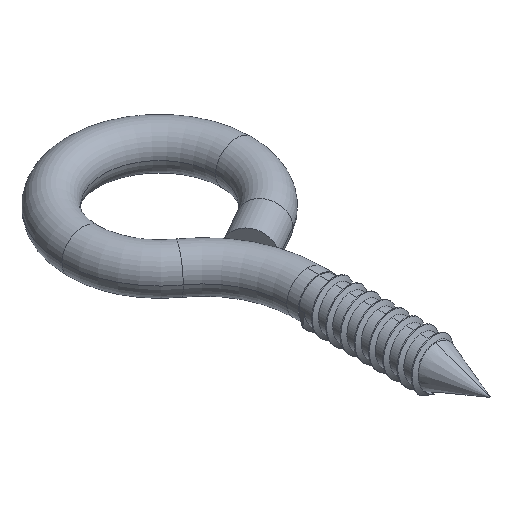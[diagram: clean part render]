
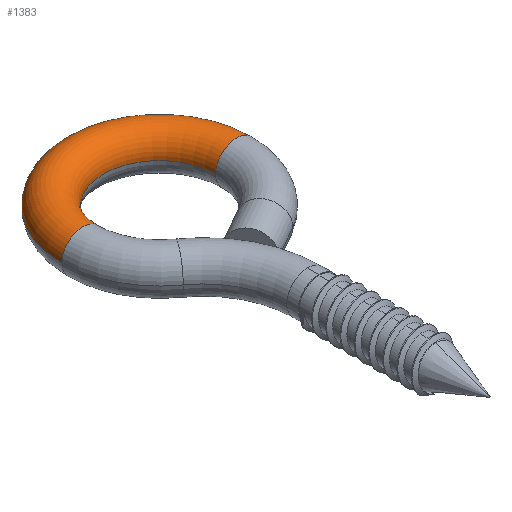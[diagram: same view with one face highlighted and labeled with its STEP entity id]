
A CAD part, isometric view. The second image highlights one B-rep face of the part: STEP entity #1383.
In plain terms, the highlighted toroidal (fillet/blend) face has major radius 13.5 mm and minor radius 3.65 mm.
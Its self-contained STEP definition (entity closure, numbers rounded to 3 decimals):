
#17 = DIRECTION ( 'NONE',  ( -1., 0., 0. ) ) ;
#26 = DIRECTION ( 'NONE',  ( 0., 0., -1. ) ) ;
#206 = DIRECTION ( 'NONE',  ( -1., 0., 0. ) ) ;
#211 = ORIENTED_EDGE ( 'NONE', *, *, #1949, .T. ) ;
#324 = CARTESIAN_POINT ( 'NONE',  ( -9.85, 58., 0. ) ) ;
#326 = EDGE_CURVE ( 'NONE', #2302, #2429, #3175, .T. ) ;
#426 = ORIENTED_EDGE ( 'NONE', *, *, #1451, .T. ) ;
#612 = VERTEX_POINT ( 'NONE', #324 ) ;
#626 = EDGE_CURVE ( 'NONE', #612, #2302, #2709, .T. ) ;
#728 = AXIS2_PLACEMENT_3D ( 'NONE', #848, #859, #26 ) ;
#746 = CARTESIAN_POINT ( 'NONE',  ( 0., 58., 0. ) ) ;
#848 = CARTESIAN_POINT ( 'NONE',  ( -13.5, 58., 0. ) ) ;
#849 = CARTESIAN_POINT ( 'NONE',  ( 13.5, 58., 0. ) ) ;
#859 = DIRECTION ( 'NONE',  ( 0., -1., 0. ) ) ;
#942 = CARTESIAN_POINT ( 'NONE',  ( 0., 58., 0. ) ) ;
#1040 = EDGE_LOOP ( 'NONE', ( #2692, #1559, #426, #211 ) ) ;
#1145 = DIRECTION ( 'NONE',  ( 0., 1., 0. ) ) ;
#1222 = AXIS2_PLACEMENT_3D ( 'NONE', #746, #1871, #2675 ) ;
#1245 = DIRECTION ( 'NONE',  ( -1., 0., 0. ) ) ;
#1383 = ADVANCED_FACE ( 'NONE', ( #2812 ), #1493, .T. ) ;
#1451 = EDGE_CURVE ( 'NONE', #612, #2969, #2518, .T. ) ;
#1493 = TOROIDAL_SURFACE ( 'NONE', #1222, 13.5, 3.65 ) ;
#1559 = ORIENTED_EDGE ( 'NONE', *, *, #626, .F. ) ;
#1678 = AXIS2_PLACEMENT_3D ( 'NONE', #942, #2600, #1245 ) ;
#1871 = DIRECTION ( 'NONE',  ( 0., 0., -1. ) ) ;
#1949 = EDGE_CURVE ( 'NONE', #2969, #2429, #2610, .T. ) ;
#2180 = CARTESIAN_POINT ( 'NONE',  ( 9.85, 58., 0. ) ) ;
#2258 = CARTESIAN_POINT ( 'NONE',  ( 17.15, 58., 0. ) ) ;
#2263 = AXIS2_PLACEMENT_3D ( 'NONE', #849, #1145, #17 ) ;
#2302 = VERTEX_POINT ( 'NONE', #2743 ) ;
#2330 = AXIS2_PLACEMENT_3D ( 'NONE', #3495, #2926, #206 ) ;
#2429 = VERTEX_POINT ( 'NONE', #2258 ) ;
#2518 = CIRCLE ( 'NONE', #2330, 9.85 ) ;
#2600 = DIRECTION ( 'NONE',  ( 0., 0., -1. ) ) ;
#2610 = CIRCLE ( 'NONE', #2263, 3.65 ) ;
#2675 = DIRECTION ( 'NONE',  ( -1., 0., 0. ) ) ;
#2692 = ORIENTED_EDGE ( 'NONE', *, *, #326, .F. ) ;
#2709 = CIRCLE ( 'NONE', #728, 3.65 ) ;
#2743 = CARTESIAN_POINT ( 'NONE',  ( -17.15, 58., 0. ) ) ;
#2812 = FACE_OUTER_BOUND ( 'NONE', #1040, .T. ) ;
#2926 = DIRECTION ( 'NONE',  ( 0., 0., -1. ) ) ;
#2969 = VERTEX_POINT ( 'NONE', #2180 ) ;
#3175 = CIRCLE ( 'NONE', #1678, 17.15 ) ;
#3495 = CARTESIAN_POINT ( 'NONE',  ( 0., 58., 0. ) ) ;
